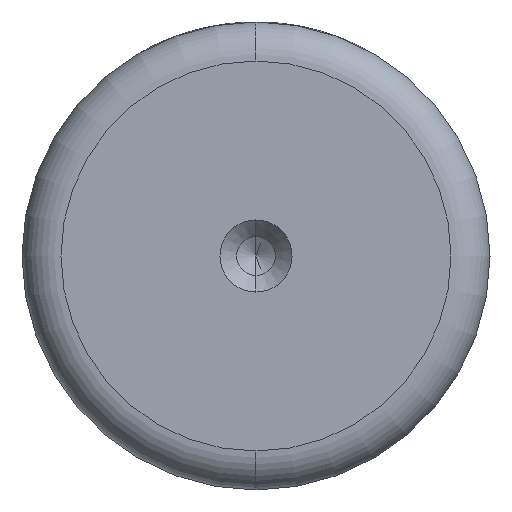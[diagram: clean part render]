
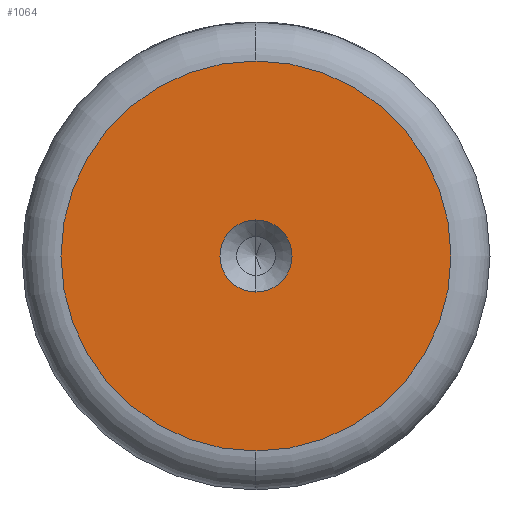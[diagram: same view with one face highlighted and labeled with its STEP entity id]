
A CAD part, left-side view. The second image highlights one B-rep face of the part: STEP entity #1064.
In plain terms, the highlighted planar face has unit normal (-1, 0, 0).
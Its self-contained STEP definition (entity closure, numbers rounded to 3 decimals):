
#9 = DIRECTION ( 'NONE',  ( 0., 0., 1. ) ) ;
#37 = CIRCLE ( 'NONE', #1143, 10. ) ;
#88 = EDGE_CURVE ( 'NONE', #547, #718, #37, .T. ) ;
#156 = EDGE_CURVE ( 'NONE', #190, #284, #1061, .T. ) ;
#161 = EDGE_CURVE ( 'NONE', #718, #547, #823, .T. ) ;
#190 = VERTEX_POINT ( 'NONE', #522 ) ;
#284 = VERTEX_POINT ( 'NONE', #562 ) ;
#326 = EDGE_LOOP ( 'NONE', ( #405, #987 ) ) ;
#378 = CARTESIAN_POINT ( 'NONE',  ( 0., 0., 0. ) ) ;
#405 = ORIENTED_EDGE ( 'NONE', *, *, #156, .F. ) ;
#451 = CARTESIAN_POINT ( 'NONE',  ( 0., 0., 0. ) ) ;
#499 = DIRECTION ( 'NONE',  ( 0., 0., 1. ) ) ;
#522 = CARTESIAN_POINT ( 'NONE',  ( 0., 0., 1.85 ) ) ;
#547 = VERTEX_POINT ( 'NONE', #1185 ) ;
#558 = DIRECTION ( 'NONE',  ( 0., 0., 1. ) ) ;
#563 = ORIENTED_EDGE ( 'NONE', *, *, #161, .T. ) ;
#562 = CARTESIAN_POINT ( 'NONE',  ( 0., 0., -1.85 ) ) ;
#650 = CARTESIAN_POINT ( 'NONE',  ( 0., 0., 0. ) ) ;
#702 = DIRECTION ( 'NONE',  ( -1., 0., 0. ) ) ;
#718 = VERTEX_POINT ( 'NONE', #1095 ) ;
#755 = DIRECTION ( 'NONE',  ( 0., 0., 1. ) ) ;
#781 = FACE_BOUND ( 'NONE', #326, .T. ) ;
#823 = CIRCLE ( 'NONE', #984, 10. ) ;
#839 = CARTESIAN_POINT ( 'NONE',  ( 0., 0., 0. ) ) ;
#932 = PLANE ( 'NONE',  #1233 ) ;
#984 = AXIS2_PLACEMENT_3D ( 'NONE', #1302, #702, #9 ) ;
#987 = ORIENTED_EDGE ( 'NONE', *, *, #1091, .F. ) ;
#1003 = AXIS2_PLACEMENT_3D ( 'NONE', #378, #1112, #499 ) ;
#1012 = CIRCLE ( 'NONE', #1255, 1.85 ) ;
#1040 = DIRECTION ( 'NONE',  ( 0., 0., 1. ) ) ;
#1061 = CIRCLE ( 'NONE', #1003, 1.85 ) ;
#1064 = ADVANCED_FACE ( 'NONE', ( #781, #1275 ), #932, .T. ) ;
#1091 = EDGE_CURVE ( 'NONE', #284, #190, #1012, .T. ) ;
#1095 = CARTESIAN_POINT ( 'NONE',  ( 0., 0., -10. ) ) ;
#1112 = DIRECTION ( 'NONE',  ( -1., 0., 0. ) ) ;
#1143 = AXIS2_PLACEMENT_3D ( 'NONE', #451, #1169, #558 ) ;
#1169 = DIRECTION ( 'NONE',  ( -1., 0., 0. ) ) ;
#1185 = CARTESIAN_POINT ( 'NONE',  ( 0., 0., 10. ) ) ;
#1208 = ORIENTED_EDGE ( 'NONE', *, *, #88, .T. ) ;
#1233 = AXIS2_PLACEMENT_3D ( 'NONE', #839, #1331, #1040 ) ;
#1237 = EDGE_LOOP ( 'NONE', ( #1208, #563 ) ) ;
#1255 = AXIS2_PLACEMENT_3D ( 'NONE', #650, #1353, #755 ) ;
#1275 = FACE_OUTER_BOUND ( 'NONE', #1237, .T. ) ;
#1302 = CARTESIAN_POINT ( 'NONE',  ( 0., 0., 0. ) ) ;
#1331 = DIRECTION ( 'NONE',  ( -1., 0., 0. ) ) ;
#1353 = DIRECTION ( 'NONE',  ( -1., 0., 0. ) ) ;
